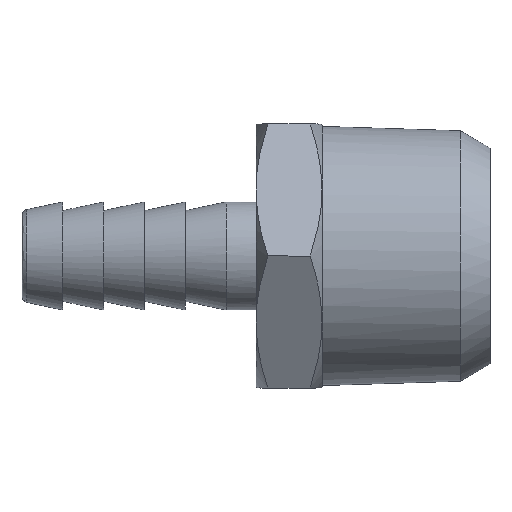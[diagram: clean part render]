
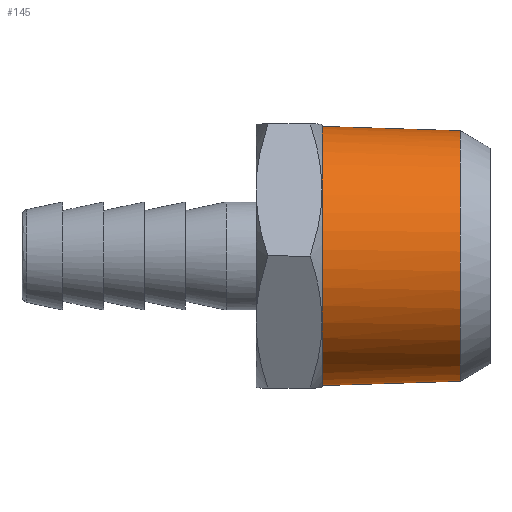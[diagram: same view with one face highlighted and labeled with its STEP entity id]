
A CAD part, left-side view. The second image highlights one B-rep face of the part: STEP entity #145.
In plain terms, the highlighted free-form (B-spline) face has degree [1, 3] with [2, 4] control points.
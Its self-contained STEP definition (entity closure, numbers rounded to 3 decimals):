
#7 =( BOUNDED_CURVE ( )  B_SPLINE_CURVE ( 3, ( #1702, #70, #2493, #267 ),
 .UNSPECIFIED., .F., .F. ) 
 B_SPLINE_CURVE_WITH_KNOTS ( ( 4, 4 ),
 ( -3.142, 0. ),
 .UNSPECIFIED. ) 
 CURVE ( )  GEOMETRIC_REPRESENTATION_ITEM ( )  RATIONAL_B_SPLINE_CURVE ( ( 1., 0.333, 0.333, 1. ) ) 
 REPRESENTATION_ITEM ( '' )  );
#17 = CARTESIAN_POINT ( 'NONE',  ( -20.87, 2.485, -10.435 ) ) ;
#70 = CARTESIAN_POINT ( 'NONE',  ( -20.87, 2.485, -10.435 ) ) ;
#71 = CARTESIAN_POINT ( 'NONE',  ( -2.801, 14., -10.449 ) ) ;
#72 = CARTESIAN_POINT ( 'NONE',  ( 0., 2.485, -10.435 ) ) ;
#80 = CARTESIAN_POINT ( 'NONE',  ( -9.369, 14., -5.408 ) ) ;
#104 = FACE_OUTER_BOUND ( 'NONE', #2029, .T. ) ;
#105 = CARTESIAN_POINT ( 'NONE',  ( 0., 14., -10.795 ) ) ;
#139 = CARTESIAN_POINT ( 'NONE',  ( -10.795, 14., 0.709 ) ) ;
#145 = ADVANCED_FACE ( 'NONE', ( #104 ), #1395, .F. ) ;
#150 = CARTESIAN_POINT ( 'NONE',  ( -10.449, 14., 2.801 ) ) ;
#170 = CARTESIAN_POINT ( 'NONE',  ( -3.476, 14., 10.244 ) ) ;
#179 = CARTESIAN_POINT ( 'NONE',  ( -4.786, 14., 9.702 ) ) ;
#190 = EDGE_CURVE ( 'NONE', #1621, #424, #730, .T. ) ;
#218 = CARTESIAN_POINT ( 'NONE',  ( 0., 14., -10.795 ) ) ;
#241 = CARTESIAN_POINT ( 'NONE',  ( 0., 2.485, 10.435 ) ) ;
#267 = CARTESIAN_POINT ( 'NONE',  ( 0., 2.485, 10.435 ) ) ;
#271 = CARTESIAN_POINT ( 'NONE',  ( 0., 14., 10.795 ) ) ;
#282 = EDGE_CURVE ( 'NONE', #2199, #2140, #1361, .T. ) ;
#361 = CARTESIAN_POINT ( 'NONE',  ( 0., 2.485, -10.435 ) ) ;
#424 = VERTEX_POINT ( 'NONE', #1855 ) ;
#443 = CARTESIAN_POINT ( 'NONE',  ( -1.411, 14., -10.726 ) ) ;
#489 = ORIENTED_EDGE ( 'NONE', *, *, #511, .F. ) ;
#511 = EDGE_CURVE ( 'NONE', #1621, #2140, #1522, .T. ) ;
#529 = CARTESIAN_POINT ( 'NONE',  ( -9.369, 14., 5.408 ) ) ;
#638 = CARTESIAN_POINT ( 'NONE',  ( -4.786, 14., -9.702 ) ) ;
#642 = ORIENTED_EDGE ( 'NONE', *, *, #282, .T. ) ;
#648 = CARTESIAN_POINT ( 'NONE',  ( -6.587, 14., -8.582 ) ) ;
#656 = CARTESIAN_POINT ( 'NONE',  ( 0., 14., -10.795 ) ) ;
#704 = CARTESIAN_POINT ( 'NONE',  ( -1.411, 14., 10.726 ) ) ;
#719 = CARTESIAN_POINT ( 'NONE',  ( -5.408, 14., 9.369 ) ) ;
#730 = B_SPLINE_CURVE_WITH_KNOTS ( 'NONE', 1,
 ( #832, #72 ),
 .UNSPECIFIED., .F., .F.,
 ( 2, 2 ),
 ( -1., 0. ),
 .UNSPECIFIED. ) ;
#832 = CARTESIAN_POINT ( 'NONE',  ( 0., 14., -10.795 ) ) ;
#907 = CARTESIAN_POINT ( 'NONE',  ( -10.726, 14., 1.411 ) ) ;
#961 = EDGE_CURVE ( 'NONE', #424, #2199, #7, .T. ) ;
#978 = CARTESIAN_POINT ( 'NONE',  ( 0., 14., 10.795 ) ) ;
#990 = CARTESIAN_POINT ( 'NONE',  ( -21.59, 14., -10.795 ) ) ;
#1105 = CARTESIAN_POINT ( 'NONE',  ( -10.244, 14., 3.476 ) ) ;
#1115 = CARTESIAN_POINT ( 'NONE',  ( -6.587, 14., 8.582 ) ) ;
#1136 = CARTESIAN_POINT ( 'NONE',  ( 0., 14., 10.795 ) ) ;
#1141 = CARTESIAN_POINT ( 'NONE',  ( -2.801, 14., 10.449 ) ) ;
#1147 = ORIENTED_EDGE ( 'NONE', *, *, #190, .T. ) ;
#1191 = CARTESIAN_POINT ( 'NONE',  ( 0., 2.485, 10.435 ) ) ;
#1197 = CARTESIAN_POINT ( 'NONE',  ( -21.59, 14., 10.795 ) ) ;
#1243 = CARTESIAN_POINT ( 'NONE',  ( -5.408, 14., -9.369 ) ) ;
#1260 = CARTESIAN_POINT ( 'NONE',  ( -8.582, 14., -6.587 ) ) ;
#1313 = CARTESIAN_POINT ( 'NONE',  ( -9.702, 14., -4.786 ) ) ;
#1339 = CARTESIAN_POINT ( 'NONE',  ( -10.795, 14., -0.709 ) ) ;
#1361 = B_SPLINE_CURVE_WITH_KNOTS ( 'NONE', 1,
 ( #1552, #1136 ),
 .UNSPECIFIED., .F., .F.,
 ( 2, 2 ),
 ( -1., 0. ),
 .UNSPECIFIED. ) ;
#1395 =( BOUNDED_SURFACE ( )  B_SPLINE_SURFACE ( 1, 3, ( 
 ( #361, #17, #2202, #241 ),
 ( #218, #990, #1197, #978 ) ),
 .UNSPECIFIED., .F., .F., .F. ) 
 B_SPLINE_SURFACE_WITH_KNOTS ( ( 2, 2 ),
 ( 4, 4 ),
 ( 0., 1. ),
 ( 0., 1. ),
 .UNSPECIFIED. ) 
 GEOMETRIC_REPRESENTATION_ITEM ( )  RATIONAL_B_SPLINE_SURFACE ( (
 ( 1., 0.333, 0.333, 1.),
 ( 1., 0.333, 0.333, 1.) ) ) 
 REPRESENTATION_ITEM ( '' )  SURFACE ( )  );
#1522 = B_SPLINE_CURVE_WITH_KNOTS ( 'NONE', 3,
 ( #656, #1666, #443, #71, #2260, #638, #1243, #648, #2085, #2280, #1260, #80, #1313, #1735, #1946, #1536, #1339, #139, #907, #150, #1105, #2144, #529, #2349, #2343, #2557, #1115, #719, #179, #170, #1141, #704, #2540, #1969 ),
 .UNSPECIFIED., .F., .F.,
 ( 4, 2, 2, 2, 2, 2, 2, 2, 2, 2, 2, 2, 2, 2, 2, 2, 4 ),
 ( 0., 0.196, 0.393, 0.589, 0.785, 0.982, 1.178, 1.374, 1.571, 1.767, 1.963, 2.16, 2.356, 2.553, 2.749, 2.945, 3.142 ),
 .UNSPECIFIED. ) ;
#1536 = CARTESIAN_POINT ( 'NONE',  ( -10.726, 14., -1.411 ) ) ;
#1552 = CARTESIAN_POINT ( 'NONE',  ( 0., 2.485, 10.435 ) ) ;
#1621 = VERTEX_POINT ( 'NONE', #105 ) ;
#1666 = CARTESIAN_POINT ( 'NONE',  ( -0.709, 14., -10.795 ) ) ;
#1702 = CARTESIAN_POINT ( 'NONE',  ( 0., 2.485, -10.435 ) ) ;
#1735 = CARTESIAN_POINT ( 'NONE',  ( -10.244, 14., -3.476 ) ) ;
#1855 = CARTESIAN_POINT ( 'NONE',  ( 0., 2.485, -10.435 ) ) ;
#1946 = CARTESIAN_POINT ( 'NONE',  ( -10.449, 14., -2.801 ) ) ;
#1969 = CARTESIAN_POINT ( 'NONE',  ( 0., 14., 10.795 ) ) ;
#2029 = EDGE_LOOP ( 'NONE', ( #2270, #642, #489, #1147 ) ) ;
#2085 = CARTESIAN_POINT ( 'NONE',  ( -7.132, 14., -8.134 ) ) ;
#2140 = VERTEX_POINT ( 'NONE', #271 ) ;
#2144 = CARTESIAN_POINT ( 'NONE',  ( -9.702, 14., 4.786 ) ) ;
#2199 = VERTEX_POINT ( 'NONE', #1191 ) ;
#2202 = CARTESIAN_POINT ( 'NONE',  ( -20.87, 2.485, 10.435 ) ) ;
#2260 = CARTESIAN_POINT ( 'NONE',  ( -3.476, 14., -10.244 ) ) ;
#2270 = ORIENTED_EDGE ( 'NONE', *, *, #961, .T. ) ;
#2280 = CARTESIAN_POINT ( 'NONE',  ( -8.134, 14., -7.132 ) ) ;
#2343 = CARTESIAN_POINT ( 'NONE',  ( -8.134, 14., 7.132 ) ) ;
#2349 = CARTESIAN_POINT ( 'NONE',  ( -8.582, 14., 6.587 ) ) ;
#2493 = CARTESIAN_POINT ( 'NONE',  ( -20.87, 2.485, 10.435 ) ) ;
#2540 = CARTESIAN_POINT ( 'NONE',  ( -0.709, 14., 10.795 ) ) ;
#2557 = CARTESIAN_POINT ( 'NONE',  ( -7.132, 14., 8.134 ) ) ;
